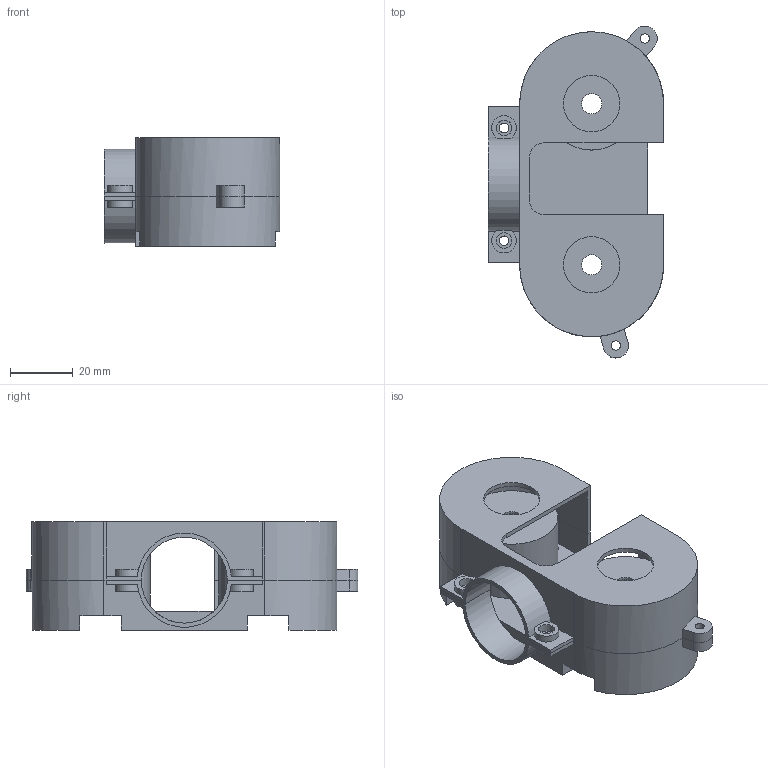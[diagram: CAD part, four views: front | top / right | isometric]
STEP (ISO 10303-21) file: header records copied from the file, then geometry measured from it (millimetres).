
FILE_DESCRIPTION(/* description */ (''),/* implementation_level */ '2;1');
FILE_NAME(/* name */ 'Nerf Ultra 2 cage v5.step',/* time_stamp */ '2020-02-24T09:49:21-08:00',/* author */ (''),/* organization */ (''),/* preprocessor_version */ 'ST-DEVELOPER v18',/* originating_system */ 'Autodesk Translation Framework v8.12.0.6',/* authorisation */ '');
FILE_SCHEMA (('AUTOMOTIVE_DESIGN { 1 0 10303 214 3 1 1 }'));
Length unit declared in the file: millimetre
Products named in the file (3): Nerf Ultra 2 cage; Component1; Mount
Assembly tree (2 placements, depth 2):
  Nerf Ultra 2 cage
    Component1
    Mount
Bounding box: 56 x 106.1 x 34.65 mm (x, y, z)
Volume: 29758.4 mm3; surface area: 37817.4 mm2
Topology: 2 solids, 2 shells, 140 faces, 369 edges, 245 vertices
Faces by surface type: plane 88, cylinder 52
Full cylindrical faces by diameter (mm): 3 x6, 4 x4, 5 x10, 5.4 x2, 6.45 x2, 18 x2, 27.3 x2, 29.6 x2
Entity records: 4538 total; most frequent: CARTESIAN_POINT 807, DIRECTION 779, ORIENTED_EDGE 738, EDGE_CURVE 369, AXIS2_PLACEMENT_3D 273, VERTEX_POINT 245, LINE 233, VECTOR 233
